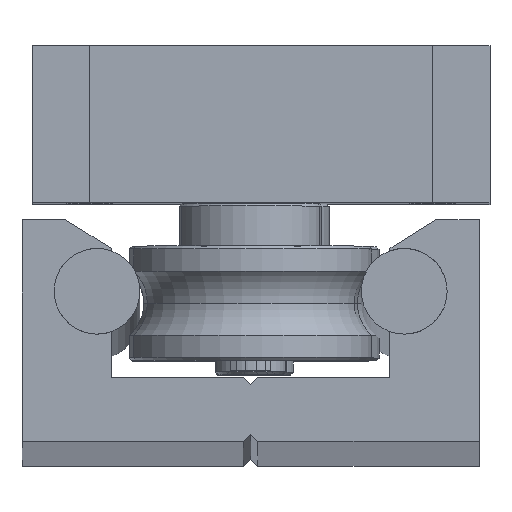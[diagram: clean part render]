
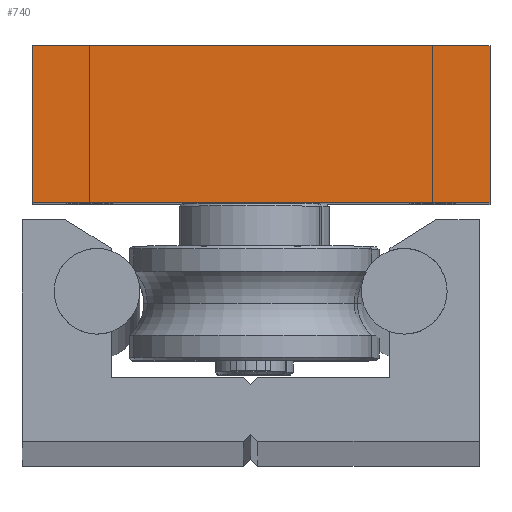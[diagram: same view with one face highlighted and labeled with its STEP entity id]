
A CAD part, top view. The second image highlights one B-rep face of the part: STEP entity #740.
In plain terms, the highlighted planar face has unit normal (0, 0, 1).
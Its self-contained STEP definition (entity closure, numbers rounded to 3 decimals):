
#740=ADVANCED_FACE('',(#1615),#1616,.T.);
#1615=FACE_OUTER_BOUND('',#2329,.T.);
#1616=PLANE('',#2330);
#2329=EDGE_LOOP('',(#4473,#4474,#4475,#4476));
#2330=AXIS2_PLACEMENT_3D('',#4477,#4478,#4479);
#4473=ORIENTED_EDGE('',*,*,#5344,.F.);
#4474=ORIENTED_EDGE('',*,*,#5345,.F.);
#4475=ORIENTED_EDGE('',*,*,#5346,.T.);
#4476=ORIENTED_EDGE('',*,*,#5341,.F.);
#4477=CARTESIAN_POINT('',(-15.25,23.0,532.5));
#4478=DIRECTION('',(0.0,0.0,1.0));
#4479=DIRECTION('',(1.0,0.0,0.0));
#5341=EDGE_CURVE('',#6393,#6395,#6396,.T.);
#5344=EDGE_CURVE('',#6400,#6393,#6401,.T.);
#5345=EDGE_CURVE('',#6402,#6400,#6403,.T.);
#5346=EDGE_CURVE('',#6402,#6395,#6404,.T.);
#6393=VERTEX_POINT('',#7995);
#6395=VERTEX_POINT('',#7998);
#6396=LINE('',#7999,#8000);
#6400=VERTEX_POINT('',#8006);
#6401=LINE('',#8007,#8008);
#6402=VERTEX_POINT('',#8009);
#6403=LINE('',#8010,#8011);
#6404=LINE('',#8012,#8013);
#7995=CARTESIAN_POINT('',(16.75,17.5,532.5));
#7998=CARTESIAN_POINT('',(-15.25,17.5,532.5));
#7999=CARTESIAN_POINT('',(16.75,17.5,532.5));
#8000=VECTOR('',#9003,32.0);
#8006=CARTESIAN_POINT('',(16.75,28.5,532.5));
#8007=CARTESIAN_POINT('',(16.75,28.5,532.5));
#8008=VECTOR('',#9006,11.0);
#8009=CARTESIAN_POINT('',(-15.25,28.5,532.5));
#8010=CARTESIAN_POINT('',(-15.25,28.5,532.5));
#8011=VECTOR('',#9007,32.0);
#8012=CARTESIAN_POINT('',(-15.25,28.5,532.5));
#8013=VECTOR('',#9008,11.0);
#9003=DIRECTION('',(-1.0,0.0,0.0));
#9006=DIRECTION('',(0.0,-1.0,0.0));
#9007=DIRECTION('',(1.0,0.0,0.0));
#9008=DIRECTION('',(0.0,-1.0,0.0));
